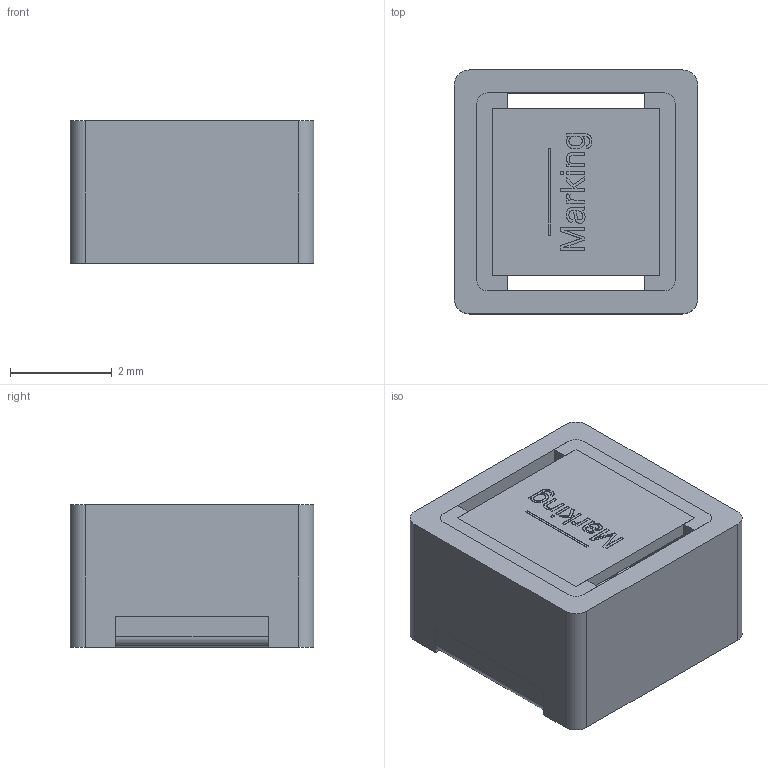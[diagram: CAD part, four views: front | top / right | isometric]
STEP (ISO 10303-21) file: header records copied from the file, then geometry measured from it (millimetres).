
FILE_DESCRIPTION( ( 'Unknown' ), '1' );
FILE_NAME( '4828_74406043.stp', 'Unknown', ( 'Unknown' ), ( 'Unknown' ), 'PSStep 18.0.17', 'Unknown', ' ' );
FILE_SCHEMA( ( 'AUTOMOTIVE_DESIGN { 1 0 10303 214 1 1 1 1 }' ) );
Length unit declared in the file: millimetre
Products named in the file (7): Assem1; Glue L; Glue R; 4828_74406043; 4828_74406043_Housing; 4828_74406043_Pads
Assembly tree (7 placements, depth 2):
  Assem1
    Glue L
    Glue R
    4828_74406043
    4828_74406043
    4828_74406043_Housing
    4828_74406043_Pads  x2
Bounding box: 4.8 x 4.8 x 2.8 mm (x, y, z)
Volume: 48.5 mm3; surface area: 275.1 mm2
Topology: 7 solids, 7 shells, 208 faces, 524 edges, 342 vertices
Faces by surface type: plane 148, cylinder 28, extrusion 16, torus 15, bspline 1
Full cylindrical faces by diameter (mm): 0.1 x13, 1.9 x1
Entity records: 9333 total; most frequent: CARTESIAN_POINT 3313, ORIENTED_EDGE 912, DIRECTION 774, EDGE_CURVE 456, VERTEX_POINT 316, VECTOR 288, LINE 272, EDGE_LOOP 244
